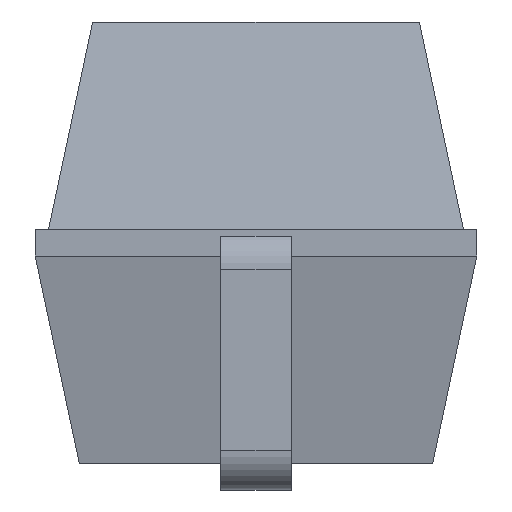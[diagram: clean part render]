
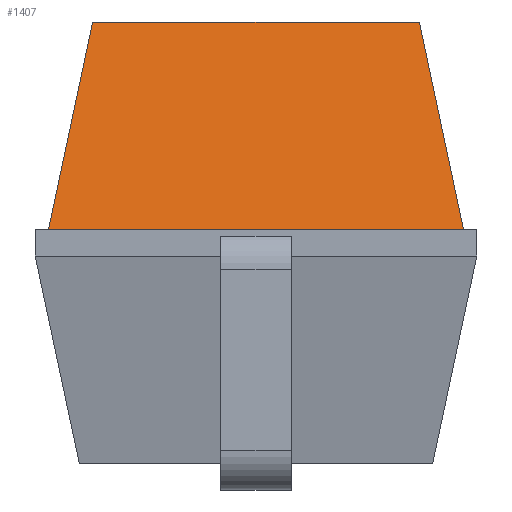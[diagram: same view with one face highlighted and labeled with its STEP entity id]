
A CAD part, left-side view. The second image highlights one B-rep face of the part: STEP entity #1407.
In plain terms, the highlighted free-form (B-spline) face has degree [1, 1] with [2, 2] control points.
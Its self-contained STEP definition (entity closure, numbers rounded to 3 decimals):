
#59=VECTOR('',#60,1.);
#60=DIRECTION('',(0.,-1.,0.));
#1112=VERTEX_POINT('',#1113);
#1113=CARTESIAN_POINT('',(-2.625,-1.175,1.475));
#1285=VERTEX_POINT('',#1286);
#1286=CARTESIAN_POINT('',(-2.375,-0.925,2.65));
#1289=EDGE_CURVE('',#1112,#1285,#1290,.T.);
#1290=B_SPLINE_CURVE_WITH_KNOTS('',1,(#1113,#1286),.UNSPECIFIED.,.F.,.F.,(2,2),(0.,1.),.PIECEWISE_BEZIER_KNOTS.);
#1298=EDGE_CURVE('',#1299,#1112,#1301,.T.);
#1299=VERTEX_POINT('',#1300);
#1300=CARTESIAN_POINT('',(-2.625,1.175,1.475));
#1301=LINE('',#1300,#59);
#1333=ORIENTED_EDGE('',*,*,#1334,.F.);
#1334=EDGE_CURVE('',#1335,#1285,#1337,.T.);
#1335=VERTEX_POINT('',#1336);
#1336=CARTESIAN_POINT('',(-2.375,0.925,2.65));
#1337=LINE('',#1336,#59);
#1407=ADVANCED_FACE('',(#1408),#1415,.T.);
#1408=FACE_BOUND('',#1409,.T.);
#1409=EDGE_LOOP('',(#1410,#1411,#1333,#1412));
#1410=ORIENTED_EDGE('',*,*,#1298,.T.);
#1411=ORIENTED_EDGE('',*,*,#1289,.T.);
#1412=ORIENTED_EDGE('',*,*,#1413,.F.);
#1413=EDGE_CURVE('',#1299,#1335,#1414,.T.);
#1414=B_SPLINE_CURVE_WITH_KNOTS('',1,(#1300,#1336),.UNSPECIFIED.,.F.,.F.,(2,2),(0.,1.),.PIECEWISE_BEZIER_KNOTS.);
#1415=B_SPLINE_SURFACE_WITH_KNOTS('',1,1,((#1300,#1336),(#1113,#1286)),.UNSPECIFIED.,.F.,.F.,.F.,(2,2),(2,2),(0.,2.35),(0.,1.),.PIECEWISE_BEZIER_KNOTS.);
